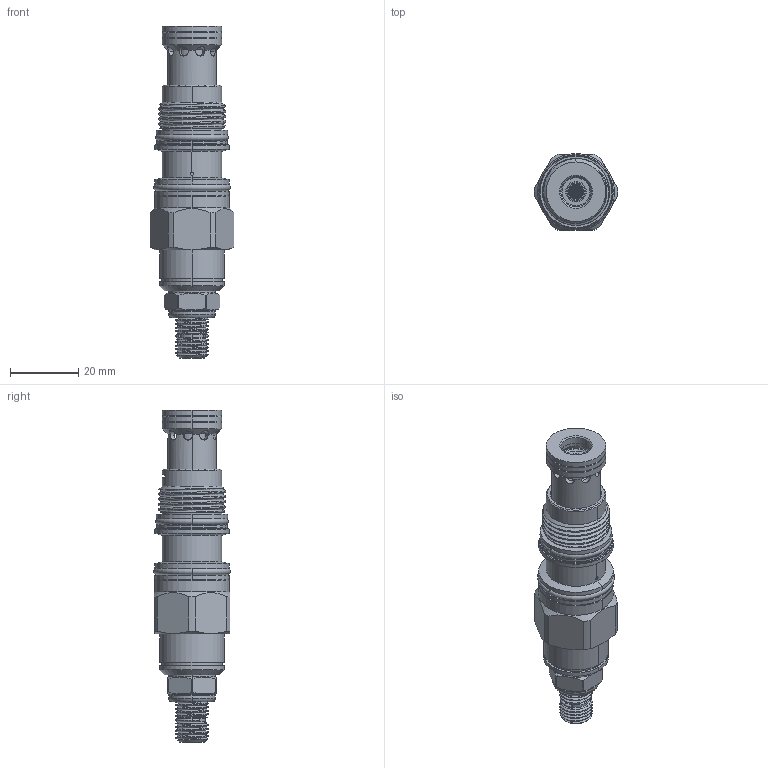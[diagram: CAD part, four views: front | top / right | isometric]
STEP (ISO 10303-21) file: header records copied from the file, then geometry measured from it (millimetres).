
FILE_DESCRIPTION (( 'STEP AP203' ), '1' );
FILE_NAME ('SP11A3G-L.STEP', '2020-03-27T02:20:40', ( '' ), ( '' ), 'SwSTEP 2.0', 'SolidWorks 2018', '' );
FILE_SCHEMA (( 'CONFIG_CONTROL_DESIGN' ));
Length unit declared in the file: millimetre
Products named in the file (1): SP11A3G-L
Bounding box: 24.59 x 22.55 x 97.29 mm (x, y, z)
Volume: 23476.2 mm3; surface area: 9530.4 mm2
Topology: 4 solids, 4 shells, 724 faces, 2061 edges, 1319 vertices
Faces by surface type: cylinder 548, plane 70, cone 65, torus 30, sphere 6, bspline 5
Entity records: 54043 total; most frequent: CARTESIAN_POINT 36100, ORIENTED_EDGE 4118, DIRECTION 2897, EDGE_CURVE 2059, VERTEX_POINT 1319, EDGE_LOOP 1118, AXIS2_PLACEMENT_3D 1113, B_SPLINE_CURVE_WITH_KNOTS 936
